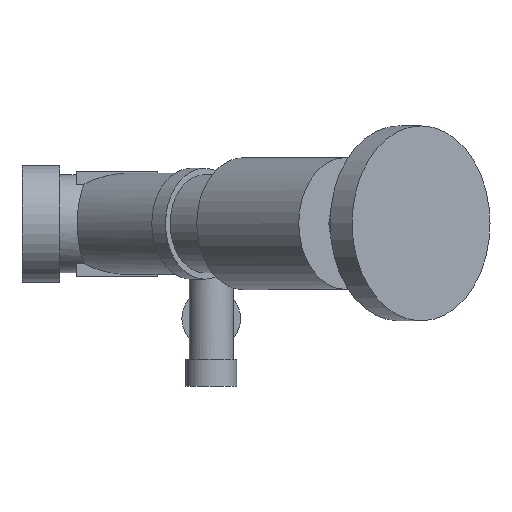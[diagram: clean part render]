
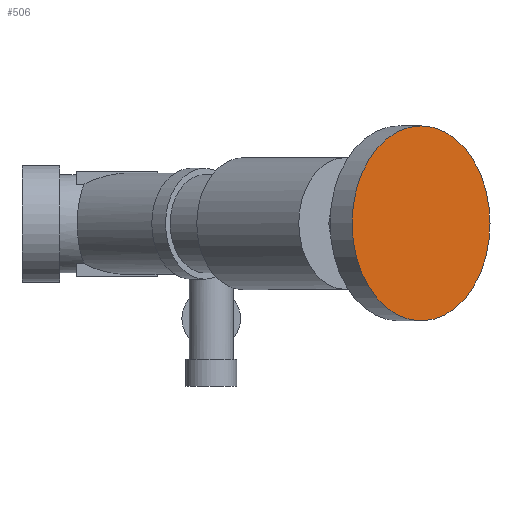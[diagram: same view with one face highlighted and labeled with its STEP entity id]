
A CAD part, top view. The second image highlights one B-rep face of the part: STEP entity #506.
In plain terms, the highlighted planar face has unit normal (0.707, 0, 0.707).
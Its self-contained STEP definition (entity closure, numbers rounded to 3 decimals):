
#30=PLANE('',#584);
#148=ORIENTED_EDGE('',*,*,#241,.T.);
#241=EDGE_CURVE('',#296,#296,#333,.T.);
#296=VERTEX_POINT('',#926);
#333=CIRCLE('',#582,35.);
#380=EDGE_LOOP('',(#148));
#446=FACE_BOUND('',#380,.T.);
#506=ADVANCED_FACE('',(#446),#30,.T.);
#582=AXIS2_PLACEMENT_3D('',#925,#703,#704);
#584=AXIS2_PLACEMENT_3D('',#928,#707,#708);
#703=DIRECTION('',(0.707,0.,0.707));
#704=DIRECTION('',(0.707,0.,-0.707));
#707=DIRECTION('',(0.707,0.,0.707));
#708=DIRECTION('',(0.707,0.,-0.707));
#925=CARTESIAN_POINT('',(94.751,0.,115.251));
#926=CARTESIAN_POINT('',(119.5,0.,90.503));
#928=CARTESIAN_POINT('',(94.751,0.,115.251));
